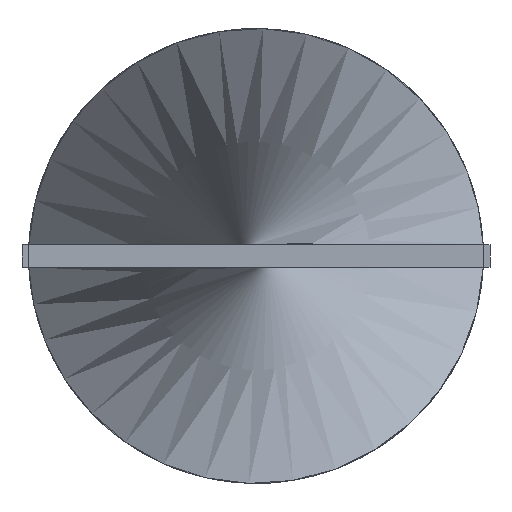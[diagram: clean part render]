
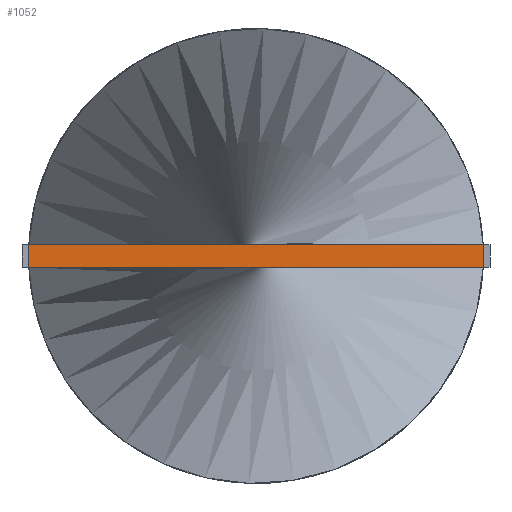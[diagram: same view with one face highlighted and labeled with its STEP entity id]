
A CAD part, left-side view. The second image highlights one B-rep face of the part: STEP entity #1052.
In plain terms, the highlighted planar face has unit normal (-1, 0, 0).
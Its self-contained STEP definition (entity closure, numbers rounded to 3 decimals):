
#53 = LINE ( 'NONE', #1549, #484 ) ;
#69 = DIRECTION ( 'NONE',  ( 0., 0., 1. ) ) ;
#76 = VERTEX_POINT ( 'NONE', #986 ) ;
#80 = VECTOR ( 'NONE', #509, 1000. ) ;
#325 = DIRECTION ( 'NONE',  ( -1., 0., 0. ) ) ;
#335 = PLANE ( 'NONE',  #1018 ) ;
#484 = VECTOR ( 'NONE', #915, 1000. ) ;
#485 = ORIENTED_EDGE ( 'NONE', *, *, #1396, .T. ) ;
#502 = LINE ( 'NONE', #1496, #80 ) ;
#509 = DIRECTION ( 'NONE',  ( 0., -1., 0. ) ) ;
#548 = DIRECTION ( 'NONE',  ( 0., 0., -1. ) ) ;
#550 = CARTESIAN_POINT ( 'NONE',  ( -89., 10., -0.5 ) ) ;
#576 = LINE ( 'NONE', #1543, #938 ) ;
#715 = ORIENTED_EDGE ( 'NONE', *, *, #1218, .T. ) ;
#858 = VERTEX_POINT ( 'NONE', #550 ) ;
#865 = CARTESIAN_POINT ( 'NONE',  ( -89., -10., -0.5 ) ) ;
#868 = VERTEX_POINT ( 'NONE', #1035 ) ;
#915 = DIRECTION ( 'NONE',  ( 0., 0., 1. ) ) ;
#931 = DIRECTION ( 'NONE',  ( 0., 1., 0. ) ) ;
#938 = VECTOR ( 'NONE', #548, 1000. ) ;
#954 = EDGE_CURVE ( 'NONE', #858, #968, #502, .T. ) ;
#968 = VERTEX_POINT ( 'NONE', #865 ) ;
#986 = CARTESIAN_POINT ( 'NONE',  ( -89., 10., 0.5 ) ) ;
#1018 = AXIS2_PLACEMENT_3D ( 'NONE', #1302, #325, #69 ) ;
#1035 = CARTESIAN_POINT ( 'NONE',  ( -89., -10., 0.5 ) ) ;
#1050 = CARTESIAN_POINT ( 'NONE',  ( -89., -10., 0.5 ) ) ;
#1052 = ADVANCED_FACE ( 'NONE', ( #1068 ), #335, .T. ) ;
#1064 = ORIENTED_EDGE ( 'NONE', *, *, #1424, .T. ) ;
#1068 = FACE_OUTER_BOUND ( 'NONE', #1600, .T. ) ;
#1218 = EDGE_CURVE ( 'NONE', #868, #76, #1315, .T. ) ;
#1240 = VECTOR ( 'NONE', #931, 1000. ) ;
#1302 = CARTESIAN_POINT ( 'NONE',  ( -89., 0., 0. ) ) ;
#1315 = LINE ( 'NONE', #1050, #1240 ) ;
#1396 = EDGE_CURVE ( 'NONE', #76, #858, #576, .T. ) ;
#1424 = EDGE_CURVE ( 'NONE', #968, #868, #53, .T. ) ;
#1487 = ORIENTED_EDGE ( 'NONE', *, *, #954, .T. ) ;
#1496 = CARTESIAN_POINT ( 'NONE',  ( -89., 10., -0.5 ) ) ;
#1543 = CARTESIAN_POINT ( 'NONE',  ( -89., 10., 0.5 ) ) ;
#1549 = CARTESIAN_POINT ( 'NONE',  ( -89., -10., -0.5 ) ) ;
#1600 = EDGE_LOOP ( 'NONE', ( #715, #485, #1487, #1064 ) ) ;
